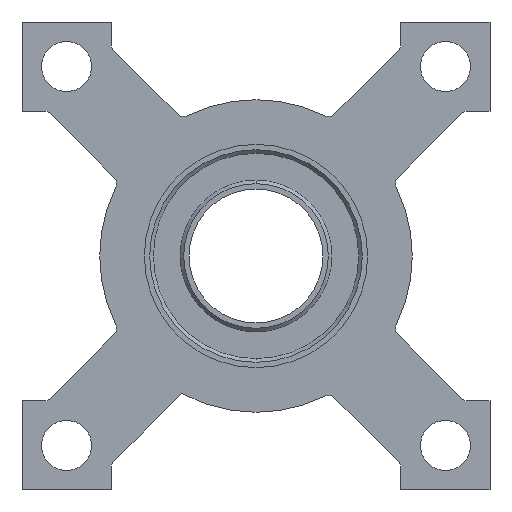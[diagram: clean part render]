
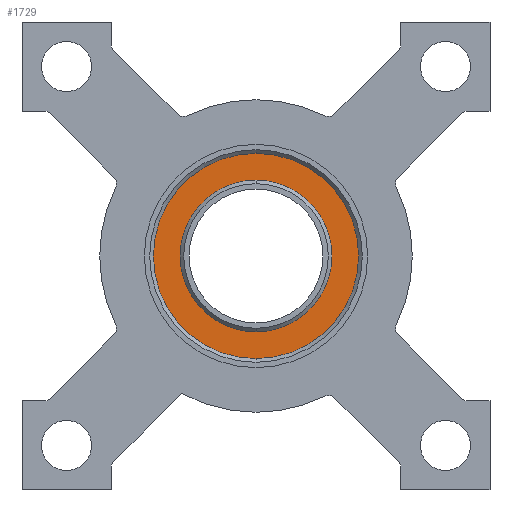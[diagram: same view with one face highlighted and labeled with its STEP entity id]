
A CAD part, front view. The second image highlights one B-rep face of the part: STEP entity #1729.
In plain terms, the highlighted planar face has unit normal (0, -1, 0).
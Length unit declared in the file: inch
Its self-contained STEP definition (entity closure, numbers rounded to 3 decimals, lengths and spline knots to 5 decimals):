
#95 = CARTESIAN_POINT ( 'NONE',  ( 0., 0.0225, 0. ) ) ;
#255 = VERTEX_POINT ( 'NONE', #2370 ) ;
#303 = DIRECTION ( 'NONE',  ( 0., 0., -1. ) ) ;
#354 = VERTEX_POINT ( 'NONE', #514 ) ;
#445 = VERTEX_POINT ( 'NONE', #2157 ) ;
#514 = CARTESIAN_POINT ( 'NONE',  ( 0., 0.0225, 0.2125 ) ) ;
#532 = VERTEX_POINT ( 'NONE', #2307 ) ;
#536 = EDGE_LOOP ( 'NONE', ( #2102, #2590 ) ) ;
#548 = AXIS2_PLACEMENT_3D ( 'NONE', #1065, #2497, #1282 ) ;
#558 = CARTESIAN_POINT ( 'NONE',  ( 0., 0.0225, 0. ) ) ;
#599 = CARTESIAN_POINT ( 'NONE',  ( 0., 0.0225, 0. ) ) ;
#624 = EDGE_CURVE ( 'NONE', #445, #255, #1274, .T. ) ;
#698 = EDGE_CURVE ( 'NONE', #354, #532, #1012, .T. ) ;
#712 = EDGE_CURVE ( 'NONE', #255, #445, #2115, .T. ) ;
#759 = CARTESIAN_POINT ( 'NONE',  ( 0., 0.0225, 0. ) ) ;
#773 = DIRECTION ( 'NONE',  ( 0., 0., 1. ) ) ;
#817 = DIRECTION ( 'NONE',  ( 0., 0., -1. ) ) ;
#900 = EDGE_CURVE ( 'NONE', #532, #354, #2479, .T. ) ;
#975 = DIRECTION ( 'NONE',  ( 0., 0., -1. ) ) ;
#1012 = CIRCLE ( 'NONE', #2608, 0.2125 ) ;
#1065 = CARTESIAN_POINT ( 'NONE',  ( 0., 0.0225, 0. ) ) ;
#1274 = CIRCLE ( 'NONE', #548, 0.2875 ) ;
#1282 = DIRECTION ( 'NONE',  ( 0., 0., 1. ) ) ;
#1335 = PLANE ( 'NONE',  #1512 ) ;
#1512 = AXIS2_PLACEMENT_3D ( 'NONE', #95, #1548, #303 ) ;
#1536 = ORIENTED_EDGE ( 'NONE', *, *, #698, .F. ) ;
#1548 = DIRECTION ( 'NONE',  ( 0., -1., 0. ) ) ;
#1661 = ORIENTED_EDGE ( 'NONE', *, *, #900, .F. ) ;
#1729 = ADVANCED_FACE ( 'NONE', ( #2197, #1783 ), #1335, .T. ) ;
#1783 = FACE_BOUND ( 'NONE', #2492, .T. ) ;
#2023 = DIRECTION ( 'NONE',  ( 0., -1., 0. ) ) ;
#2064 = DIRECTION ( 'NONE',  ( 0., -1., 0. ) ) ;
#2102 = ORIENTED_EDGE ( 'NONE', *, *, #624, .T. ) ;
#2115 = CIRCLE ( 'NONE', #2586, 0.2875 ) ;
#2157 = CARTESIAN_POINT ( 'NONE',  ( 0., 0.0225, -0.2875 ) ) ;
#2197 = FACE_OUTER_BOUND ( 'NONE', #536, .T. ) ;
#2208 = DIRECTION ( 'NONE',  ( 0., -1., 0. ) ) ;
#2307 = CARTESIAN_POINT ( 'NONE',  ( 0., 0.0225, -0.2125 ) ) ;
#2340 = AXIS2_PLACEMENT_3D ( 'NONE', #599, #2064, #817 ) ;
#2370 = CARTESIAN_POINT ( 'NONE',  ( 0., 0.0225, 0.2875 ) ) ;
#2479 = CIRCLE ( 'NONE', #2340, 0.2125 ) ;
#2492 = EDGE_LOOP ( 'NONE', ( #1536, #1661 ) ) ;
#2497 = DIRECTION ( 'NONE',  ( 0., -1., 0. ) ) ;
#2586 = AXIS2_PLACEMENT_3D ( 'NONE', #558, #2023, #773 ) ;
#2590 = ORIENTED_EDGE ( 'NONE', *, *, #712, .T. ) ;
#2608 = AXIS2_PLACEMENT_3D ( 'NONE', #759, #2208, #975 ) ;
